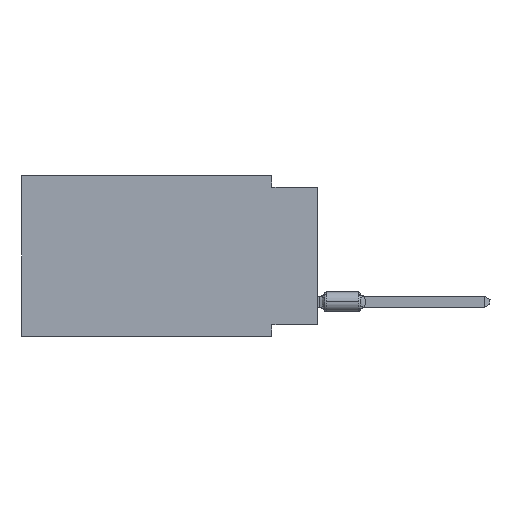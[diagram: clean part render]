
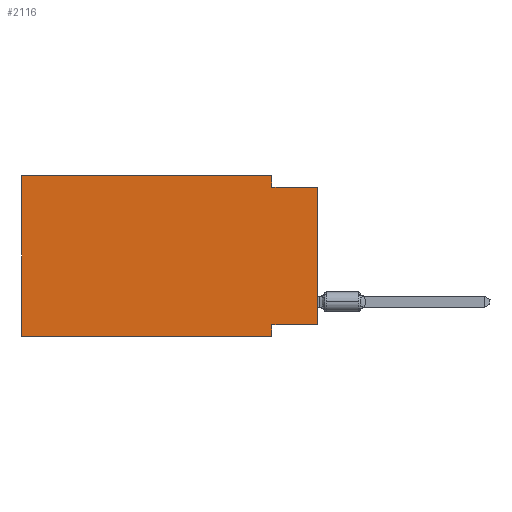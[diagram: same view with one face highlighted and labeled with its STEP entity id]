
A CAD part, left-side view. The second image highlights one B-rep face of the part: STEP entity #2116.
In plain terms, the highlighted planar face has unit normal (-1, 0, 0).
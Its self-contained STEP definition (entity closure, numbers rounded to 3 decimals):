
#692 = CARTESIAN_POINT ( 'NONE',  ( 0., 16.383, 0. ) ) ;
#1538 = EDGE_CURVE ( 'NONE', #52946, #66047, #19216, .T. ) ;
#1812 = VECTOR ( 'NONE', #67884, 1000. ) ;
#2116 = ADVANCED_FACE ( 'NONE', ( #59493 ), #21619, .F. ) ;
#2649 = VERTEX_POINT ( 'NONE', #10040 ) ;
#2955 = LINE ( 'NONE', #74036, #49612 ) ;
#5803 = LINE ( 'NONE', #66683, #54139 ) ;
#8062 = VECTOR ( 'NONE', #99433, 1000. ) ;
#8313 = CARTESIAN_POINT ( 'NONE',  ( 0., 2.54, -0.635 ) ) ;
#9382 = EDGE_LOOP ( 'NONE', ( #52828, #46510, #80353, #79445, #47751, #24991, #58338, #51598 ) ) ;
#10040 = CARTESIAN_POINT ( 'NONE',  ( 0., 2.54, -8.255 ) ) ;
#10094 = AXIS2_PLACEMENT_3D ( 'NONE', #75339, #66672, #52820 ) ;
#10961 = CARTESIAN_POINT ( 'NONE',  ( 0., 2.54, 0. ) ) ;
#14079 = CARTESIAN_POINT ( 'NONE',  ( 0., 0., -8.255 ) ) ;
#19216 = LINE ( 'NONE', #33556, #83500 ) ;
#21302 = LINE ( 'NONE', #60702, #53783 ) ;
#21619 = PLANE ( 'NONE',  #10094 ) ;
#22260 = CARTESIAN_POINT ( 'NONE',  ( 0., 2.54, -8.89 ) ) ;
#24991 = ORIENTED_EDGE ( 'NONE', *, *, #27397, .T. ) ;
#26565 = LINE ( 'NONE', #27071, #33549 ) ;
#27071 = CARTESIAN_POINT ( 'NONE',  ( 0., 0., 0. ) ) ;
#27397 = EDGE_CURVE ( 'NONE', #55666, #93728, #36669, .T. ) ;
#30086 = EDGE_CURVE ( 'NONE', #66408, #47238, #2955, .T. ) ;
#33549 = VECTOR ( 'NONE', #91020, 1000. ) ;
#33556 = CARTESIAN_POINT ( 'NONE',  ( 0., 0., -0.635 ) ) ;
#35688 = VECTOR ( 'NONE', #74775, 1000. ) ;
#36669 = LINE ( 'NONE', #97073, #1812 ) ;
#38262 = EDGE_CURVE ( 'NONE', #80869, #66047, #26565, .T. ) ;
#39006 = CARTESIAN_POINT ( 'NONE',  ( 0., 16.383, -8.89 ) ) ;
#46510 = ORIENTED_EDGE ( 'NONE', *, *, #1538, .F. ) ;
#47238 = VERTEX_POINT ( 'NONE', #10961 ) ;
#47751 = ORIENTED_EDGE ( 'NONE', *, *, #60713, .F. ) ;
#49612 = VECTOR ( 'NONE', #89915, 1000. ) ;
#49906 = DIRECTION ( 'NONE',  ( 0., -1., 0. ) ) ;
#51598 = ORIENTED_EDGE ( 'NONE', *, *, #94034, .F. ) ;
#52820 = DIRECTION ( 'NONE',  ( 0., 0., -1. ) ) ;
#52828 = ORIENTED_EDGE ( 'NONE', *, *, #38262, .T. ) ;
#52946 = VERTEX_POINT ( 'NONE', #8313 ) ;
#53243 = CARTESIAN_POINT ( 'NONE',  ( 0., 2.54, 0. ) ) ;
#53783 = VECTOR ( 'NONE', #90422, 1000. ) ;
#54139 = VECTOR ( 'NONE', #97887, 1000. ) ;
#55666 = VERTEX_POINT ( 'NONE', #39006 ) ;
#58338 = ORIENTED_EDGE ( 'NONE', *, *, #70574, .F. ) ;
#59493 = FACE_OUTER_BOUND ( 'NONE', #9382, .T. ) ;
#60702 = CARTESIAN_POINT ( 'NONE',  ( 0., 16.383, 0. ) ) ;
#60713 = EDGE_CURVE ( 'NONE', #55666, #66408, #21302, .T. ) ;
#66047 = VERTEX_POINT ( 'NONE', #79036 ) ;
#66408 = VERTEX_POINT ( 'NONE', #692 ) ;
#66672 = DIRECTION ( 'NONE',  ( 1., 0., 0. ) ) ;
#66683 = CARTESIAN_POINT ( 'NONE',  ( 0., 0., -8.255 ) ) ;
#67884 = DIRECTION ( 'NONE',  ( 0., -1., 0. ) ) ;
#69234 = CARTESIAN_POINT ( 'NONE',  ( 0., 2.54, -8.89 ) ) ;
#70574 = EDGE_CURVE ( 'NONE', #2649, #93728, #91781, .T. ) ;
#71010 = EDGE_CURVE ( 'NONE', #47238, #52946, #76766, .T. ) ;
#74036 = CARTESIAN_POINT ( 'NONE',  ( 0., 16.383, 0. ) ) ;
#74775 = DIRECTION ( 'NONE',  ( 0., 0., -1. ) ) ;
#75339 = CARTESIAN_POINT ( 'NONE',  ( 0., 16.383, 0. ) ) ;
#76766 = LINE ( 'NONE', #53243, #35688 ) ;
#79036 = CARTESIAN_POINT ( 'NONE',  ( 0., 0., -0.635 ) ) ;
#79445 = ORIENTED_EDGE ( 'NONE', *, *, #30086, .F. ) ;
#80353 = ORIENTED_EDGE ( 'NONE', *, *, #71010, .F. ) ;
#80869 = VERTEX_POINT ( 'NONE', #14079 ) ;
#83500 = VECTOR ( 'NONE', #49906, 1000. ) ;
#89915 = DIRECTION ( 'NONE',  ( 0., -1., 0. ) ) ;
#90422 = DIRECTION ( 'NONE',  ( 0., 0., 1. ) ) ;
#91020 = DIRECTION ( 'NONE',  ( 0., 0., 1. ) ) ;
#91781 = LINE ( 'NONE', #69234, #8062 ) ;
#93728 = VERTEX_POINT ( 'NONE', #22260 ) ;
#94034 = EDGE_CURVE ( 'NONE', #80869, #2649, #5803, .T. ) ;
#97073 = CARTESIAN_POINT ( 'NONE',  ( 0., 16.383, -8.89 ) ) ;
#97887 = DIRECTION ( 'NONE',  ( 0., 1., 0. ) ) ;
#99433 = DIRECTION ( 'NONE',  ( 0., 0., -1. ) ) ;
